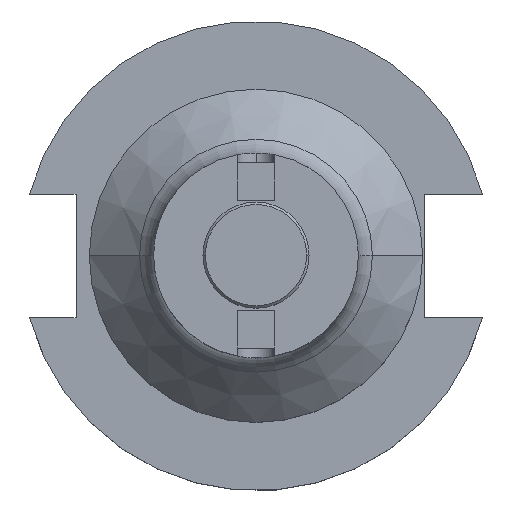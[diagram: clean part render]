
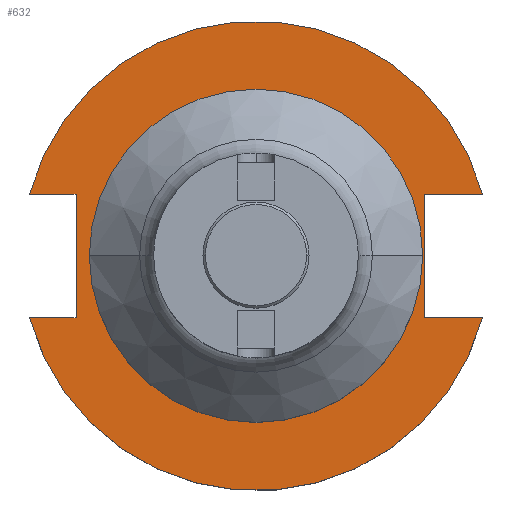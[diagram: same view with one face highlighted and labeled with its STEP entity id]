
A CAD part, top view. The second image highlights one B-rep face of the part: STEP entity #632.
In plain terms, the highlighted planar face has unit normal (0, 0, 1).
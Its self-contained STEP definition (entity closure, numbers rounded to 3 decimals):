
#13 = ORIENTED_EDGE ( 'NONE', *, *, #2116, .F. ) ;
#50 = CARTESIAN_POINT ( 'NONE',  ( -47.477, 12.954, 19.05 ) ) ;
#98 = EDGE_CURVE ( 'NONE', #1670, #1804, #908, .T. ) ;
#141 = AXIS2_PLACEMENT_3D ( 'NONE', #674, #2057, #886 ) ;
#169 = EDGE_CURVE ( 'NONE', #454, #1354, #826, .T. ) ;
#184 = PLANE ( 'NONE',  #1052 ) ;
#213 = DIRECTION ( 'NONE',  ( -1., 0., 0. ) ) ;
#225 = DIRECTION ( 'NONE',  ( 1., 0., 0. ) ) ;
#265 = CARTESIAN_POINT ( 'NONE',  ( 35.306, -12.954, 19.05 ) ) ;
#268 = LINE ( 'NONE', #1198, #2228 ) ;
#296 = CARTESIAN_POINT ( 'NONE',  ( 35.306, 12.954, 19.05 ) ) ;
#298 = LINE ( 'NONE', #1981, #1023 ) ;
#333 = DIRECTION ( 'NONE',  ( 0., 0., 1. ) ) ;
#343 = AXIS2_PLACEMENT_3D ( 'NONE', #1706, #333, #1519 ) ;
#401 = EDGE_LOOP ( 'NONE', ( #1626, #1724 ) ) ;
#454 = VERTEX_POINT ( 'NONE', #2052 ) ;
#494 = ORIENTED_EDGE ( 'NONE', *, *, #2504, .F. ) ;
#632 = ADVANCED_FACE ( 'NONE', ( #1585, #657 ), #184, .T. ) ;
#633 = DIRECTION ( 'NONE',  ( 0., 1., 0. ) ) ;
#656 = CARTESIAN_POINT ( 'NONE',  ( -37.719, 12.954, 19.05 ) ) ;
#657 = FACE_OUTER_BOUND ( 'NONE', #1998, .T. ) ;
#674 = CARTESIAN_POINT ( 'NONE',  ( 0., 0., 19.05 ) ) ;
#675 = ORIENTED_EDGE ( 'NONE', *, *, #944, .F. ) ;
#683 = VECTOR ( 'NONE', #1438, 1000. ) ;
#707 = VECTOR ( 'NONE', #2426, 1000. ) ;
#768 = EDGE_CURVE ( 'NONE', #1181, #1278, #2378, .T. ) ;
#817 = AXIS2_PLACEMENT_3D ( 'NONE', #2227, #1045, #2431 ) ;
#826 = LINE ( 'NONE', #296, #707 ) ;
#867 = CARTESIAN_POINT ( 'NONE',  ( 34.925, 0., 19.05 ) ) ;
#886 = DIRECTION ( 'NONE',  ( 1., 0., 0. ) ) ;
#908 = CIRCLE ( 'NONE', #141, 34.925 ) ;
#944 = EDGE_CURVE ( 'NONE', #2113, #1242, #2526, .T. ) ;
#1020 = CIRCLE ( 'NONE', #2005, 49.212 ) ;
#1023 = VECTOR ( 'NONE', #225, 1000. ) ;
#1039 = CARTESIAN_POINT ( 'NONE',  ( 35.306, -12.954, 19.05 ) ) ;
#1045 = DIRECTION ( 'NONE',  ( 0., 0., 1. ) ) ;
#1052 = AXIS2_PLACEMENT_3D ( 'NONE', #1956, #1157, #2331 ) ;
#1125 = EDGE_CURVE ( 'NONE', #454, #1321, #1020, .T. ) ;
#1157 = DIRECTION ( 'NONE',  ( 0., 0., 1. ) ) ;
#1181 = VERTEX_POINT ( 'NONE', #2493 ) ;
#1198 = CARTESIAN_POINT ( 'NONE',  ( -63.719, 12.954, 19.05 ) ) ;
#1205 = CARTESIAN_POINT ( 'NONE',  ( -34.925, 0., 19.05 ) ) ;
#1242 = VERTEX_POINT ( 'NONE', #656 ) ;
#1278 = VERTEX_POINT ( 'NONE', #1815 ) ;
#1305 = DIRECTION ( 'NONE',  ( 0., 0., 1. ) ) ;
#1321 = VERTEX_POINT ( 'NONE', #50 ) ;
#1346 = ORIENTED_EDGE ( 'NONE', *, *, #2233, .F. ) ;
#1354 = VERTEX_POINT ( 'NONE', #1484 ) ;
#1372 = LINE ( 'NONE', #265, #1906 ) ;
#1438 = DIRECTION ( 'NONE',  ( 0., -1., 0. ) ) ;
#1444 = VECTOR ( 'NONE', #633, 1000. ) ;
#1484 = CARTESIAN_POINT ( 'NONE',  ( 35.306, 12.954, 19.05 ) ) ;
#1519 = DIRECTION ( 'NONE',  ( 1., 0., 0. ) ) ;
#1585 = FACE_BOUND ( 'NONE', #401, .T. ) ;
#1589 = CARTESIAN_POINT ( 'NONE',  ( -37.719, -12.954, 19.05 ) ) ;
#1612 = ORIENTED_EDGE ( 'NONE', *, *, #768, .T. ) ;
#1626 = ORIENTED_EDGE ( 'NONE', *, *, #98, .F. ) ;
#1670 = VERTEX_POINT ( 'NONE', #867 ) ;
#1706 = CARTESIAN_POINT ( 'NONE',  ( 0., 0., 19.05 ) ) ;
#1724 = ORIENTED_EDGE ( 'NONE', *, *, #1905, .F. ) ;
#1727 = DIRECTION ( 'NONE',  ( 1., 0., 0. ) ) ;
#1757 = ORIENTED_EDGE ( 'NONE', *, *, #169, .F. ) ;
#1804 = VERTEX_POINT ( 'NONE', #1205 ) ;
#1815 = CARTESIAN_POINT ( 'NONE',  ( 47.477, -12.954, 19.05 ) ) ;
#1870 = LINE ( 'NONE', #2203, #683 ) ;
#1881 = ORIENTED_EDGE ( 'NONE', *, *, #1125, .T. ) ;
#1905 = EDGE_CURVE ( 'NONE', #1804, #1670, #2143, .T. ) ;
#1906 = VECTOR ( 'NONE', #2021, 1000. ) ;
#1921 = CARTESIAN_POINT ( 'NONE',  ( 0., 0., 19.05 ) ) ;
#1956 = CARTESIAN_POINT ( 'NONE',  ( 0., 49.212, 19.05 ) ) ;
#1981 = CARTESIAN_POINT ( 'NONE',  ( -63.719, -12.954, 19.05 ) ) ;
#1998 = EDGE_LOOP ( 'NONE', ( #1612, #1346, #494, #1757, #1881, #2284, #675, #13 ) ) ;
#2005 = AXIS2_PLACEMENT_3D ( 'NONE', #1921, #1305, #1727 ) ;
#2021 = DIRECTION ( 'NONE',  ( 1., 0., 0. ) ) ;
#2052 = CARTESIAN_POINT ( 'NONE',  ( 47.477, 12.954, 19.05 ) ) ;
#2057 = DIRECTION ( 'NONE',  ( 0., 0., 1. ) ) ;
#2113 = VERTEX_POINT ( 'NONE', #1589 ) ;
#2116 = EDGE_CURVE ( 'NONE', #1181, #2113, #298, .T. ) ;
#2143 = CIRCLE ( 'NONE', #817, 34.925 ) ;
#2203 = CARTESIAN_POINT ( 'NONE',  ( 35.306, 12.954, 19.05 ) ) ;
#2227 = CARTESIAN_POINT ( 'NONE',  ( 0., 0., 19.05 ) ) ;
#2228 = VECTOR ( 'NONE', #213, 1000. ) ;
#2233 = EDGE_CURVE ( 'NONE', #2406, #1278, #1372, .T. ) ;
#2271 = CARTESIAN_POINT ( 'NONE',  ( -37.719, 12.954, 19.05 ) ) ;
#2284 = ORIENTED_EDGE ( 'NONE', *, *, #2303, .F. ) ;
#2303 = EDGE_CURVE ( 'NONE', #1242, #1321, #268, .T. ) ;
#2331 = DIRECTION ( 'NONE',  ( 1., 0., 0. ) ) ;
#2378 = CIRCLE ( 'NONE', #343, 49.212 ) ;
#2406 = VERTEX_POINT ( 'NONE', #1039 ) ;
#2426 = DIRECTION ( 'NONE',  ( -1., 0., 0. ) ) ;
#2431 = DIRECTION ( 'NONE',  ( 1., 0., 0. ) ) ;
#2493 = CARTESIAN_POINT ( 'NONE',  ( -47.477, -12.954, 19.05 ) ) ;
#2504 = EDGE_CURVE ( 'NONE', #1354, #2406, #1870, .T. ) ;
#2526 = LINE ( 'NONE', #2271, #1444 ) ;
